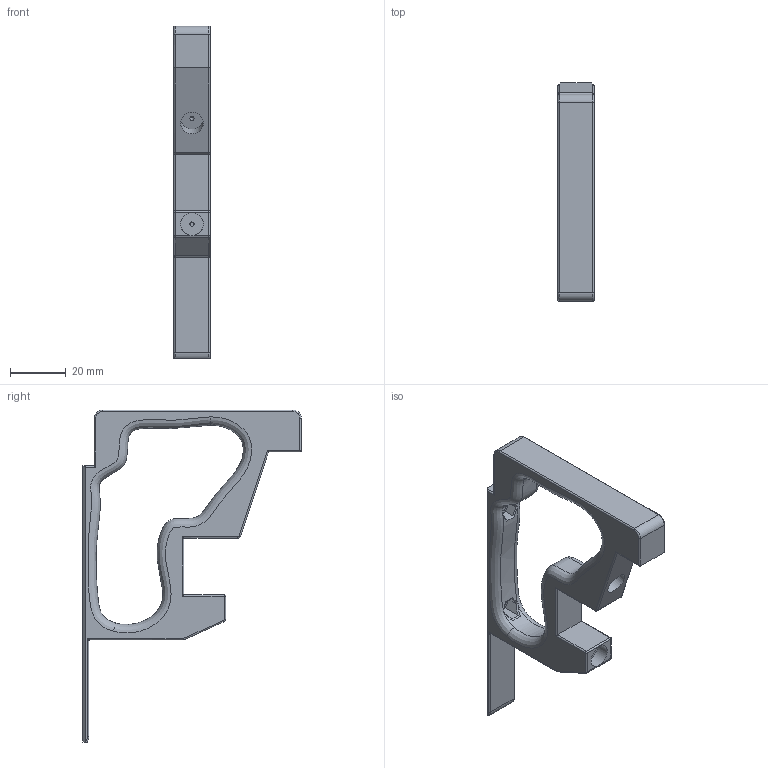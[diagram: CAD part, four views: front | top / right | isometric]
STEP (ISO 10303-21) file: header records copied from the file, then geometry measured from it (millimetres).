
FILE_DESCRIPTION(/* description */ (''),/* implementation_level */ '2;1');
FILE_NAME(/* name */ 'Base_handle.step',/* time_stamp */ '2025-10-31T20:31:12-07:00',/* author */ (''),/* organization */ (''),/* preprocessor_version */ 'ST-DEVELOPER v20.1',/* originating_system */ 'Autodesk Translation Framework v14.17.0.0',/* authorisation */ '');
FILE_SCHEMA (('AUTOMOTIVE_DESIGN { 1 0 10303 214 3 1 1 }'));
Length unit declared in the file: millimetre
Products named in the file (1): 2025-10-31-20-31-11-819
Bounding box: 13 x 78.1 x 118.8 mm (x, y, z)
Volume: 29590.1 mm3; surface area: 12624.7 mm2
Topology: 1 solids, 1 shells, 127 faces, 324 edges, 194 vertices
Faces by surface type: cylinder 43, plane 40, bspline 32, torus 6, cone 4, sphere 2
Full cylindrical faces by diameter (mm): 1.5 x2, 3.4 x2, 8.2 x2
Entity records: 9122 total; most frequent: CARTESIAN_POINT 6264, ORIENTED_EDGE 630, DIRECTION 519, EDGE_CURVE 315, AXIS2_PLACEMENT_3D 195, VERTEX_POINT 194, EDGE_LOOP 137, LINE 129
